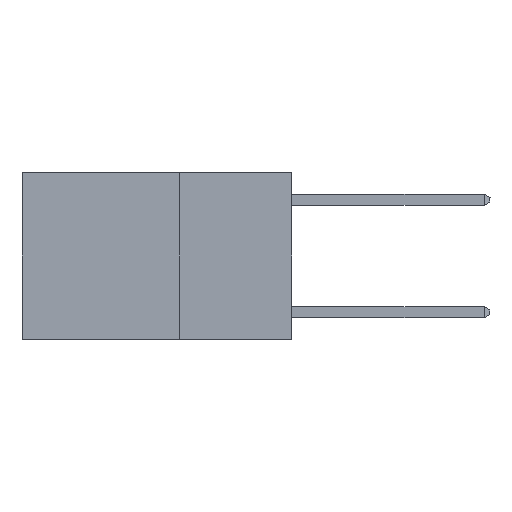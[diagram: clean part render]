
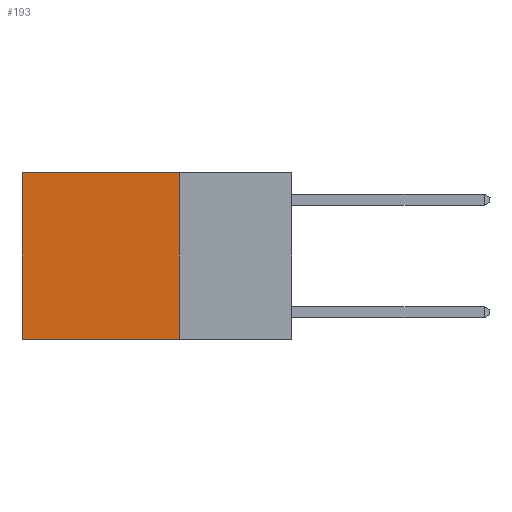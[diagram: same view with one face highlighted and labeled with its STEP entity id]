
A CAD part, left-side view. The second image highlights one B-rep face of the part: STEP entity #193.
In plain terms, the highlighted planar face has unit normal (-1, 0, 0).
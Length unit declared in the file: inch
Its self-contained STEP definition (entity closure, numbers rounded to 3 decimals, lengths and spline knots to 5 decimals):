
#6 = VERTEX_POINT ( 'NONE', #3458 ) ;
#97 = DIRECTION ( 'NONE',  ( 0., 0., -1. ) ) ;
#193 = ADVANCED_FACE ( 'NONE', ( #9899 ), #10916, .F. ) ;
#1445 = VERTEX_POINT ( 'NONE', #2617 ) ;
#1613 = CARTESIAN_POINT ( 'NONE',  ( 0.2625, 0.25, 0. ) ) ;
#1792 = CARTESIAN_POINT ( 'NONE',  ( 0.2625, 0.25, -0.37 ) ) ;
#1815 = CARTESIAN_POINT ( 'NONE',  ( 0.2625, 0.25, 0. ) ) ;
#2170 = VECTOR ( 'NONE', #5148, 39.37008 ) ;
#2337 = DIRECTION ( 'NONE',  ( 0., 0., -1. ) ) ;
#2617 = CARTESIAN_POINT ( 'NONE',  ( 0.2625, 0.25, -0.37 ) ) ;
#3070 = VERTEX_POINT ( 'NONE', #9330 ) ;
#3342 = LINE ( 'NONE', #9876, #6462 ) ;
#3458 = CARTESIAN_POINT ( 'NONE',  ( 0.2625, 0.25, 0. ) ) ;
#3607 = VERTEX_POINT ( 'NONE', #13296 ) ;
#4313 = CARTESIAN_POINT ( 'NONE',  ( 0.2625, 0.25, 0. ) ) ;
#4645 = ORIENTED_EDGE ( 'NONE', *, *, #7581, .T. ) ;
#5148 = DIRECTION ( 'NONE',  ( 0., 1., 0. ) ) ;
#5170 = ORIENTED_EDGE ( 'NONE', *, *, #8984, .F. ) ;
#5318 = VECTOR ( 'NONE', #6206, 39.37008 ) ;
#5674 = EDGE_CURVE ( 'NONE', #3070, #3607, #3342, .T. ) ;
#6206 = DIRECTION ( 'NONE',  ( 0., 0., -1. ) ) ;
#6462 = VECTOR ( 'NONE', #2337, 39.37008 ) ;
#7041 = LINE ( 'NONE', #1792, #2170 ) ;
#7518 = ORIENTED_EDGE ( 'NONE', *, *, #5674, .T. ) ;
#7581 = EDGE_CURVE ( 'NONE', #6, #3070, #13515, .T. ) ;
#8984 = EDGE_CURVE ( 'NONE', #6, #1445, #11638, .T. ) ;
#9002 = VECTOR ( 'NONE', #11500, 39.37008 ) ;
#9330 = CARTESIAN_POINT ( 'NONE',  ( 0.2625, 0.6, 0. ) ) ;
#9876 = CARTESIAN_POINT ( 'NONE',  ( 0.2625, 0.6, 0. ) ) ;
#9899 = FACE_OUTER_BOUND ( 'NONE', #9923, .T. ) ;
#9923 = EDGE_LOOP ( 'NONE', ( #7518, #10370, #5170, #4645 ) ) ;
#9954 = AXIS2_PLACEMENT_3D ( 'NONE', #4313, #9973, #97 ) ;
#9973 = DIRECTION ( 'NONE',  ( 1., 0., 0. ) ) ;
#10370 = ORIENTED_EDGE ( 'NONE', *, *, #11850, .F. ) ;
#10916 = PLANE ( 'NONE',  #9954 ) ;
#11500 = DIRECTION ( 'NONE',  ( 0., 1., 0. ) ) ;
#11638 = LINE ( 'NONE', #1815, #5318 ) ;
#11850 = EDGE_CURVE ( 'NONE', #1445, #3607, #7041, .T. ) ;
#13296 = CARTESIAN_POINT ( 'NONE',  ( 0.2625, 0.6, -0.37 ) ) ;
#13515 = LINE ( 'NONE', #1613, #9002 ) ;
